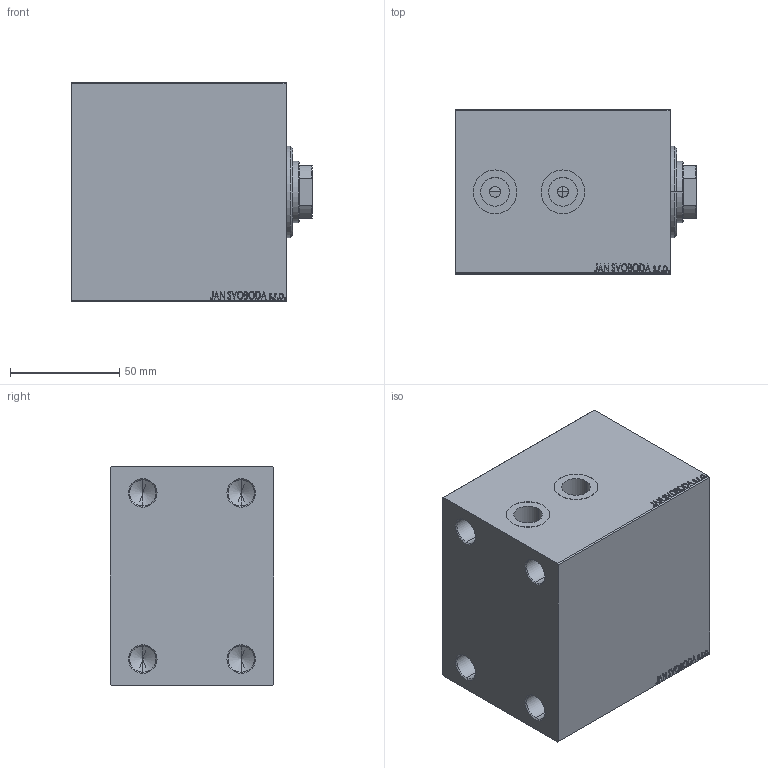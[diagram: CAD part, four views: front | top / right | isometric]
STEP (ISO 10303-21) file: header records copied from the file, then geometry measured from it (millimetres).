
FILE_DESCRIPTION (( 'STEP AP203' ), '1' );
FILE_NAME ('cf89.STEP', '2024-02-19T09:13:24', ( '' ), ( '' ), 'SwSTEP 2.0', 'SolidWorks 2019', '' );
FILE_SCHEMA (( 'CONFIG_CONTROL_DESIGN' ));
Length unit declared in the file: millimetre
Products named in the file (4): V450CP_B b708e1eaccb3f61128e30bae9024c742; V450CP_B_VCP b708e1eaccb3f61128e30bae9024c742; V450CP_VC_B b708e1eaccb3f61128e30bae9024c742; cf89
Assembly tree (3 placements, depth 2):
  cf89
    V450CP_B b708e1eaccb3f61128e30bae9024c742
    V450CP_B_VCP b708e1eaccb3f61128e30bae9024c742
    V450CP_VC_B b708e1eaccb3f61128e30bae9024c742
Bounding box: 110 x 75 x 100 mm (x, y, z)
Volume: 705053 mm3; surface area: 103585.2 mm2
Topology: 3 solids, 3 shells, 904 faces, 2305 edges, 1507 vertices
Faces by surface type: plane 406, bspline 380, cylinder 68, cone 50
Entity records: 45041 total; most frequent: CARTESIAN_POINT 25336, ORIENTED_EDGE 4574, DIRECTION 2737, EDGE_CURVE 2287, VERTEX_POINT 1507, VECTOR 1349, LINE 1349, EDGE_LOOP 1028
